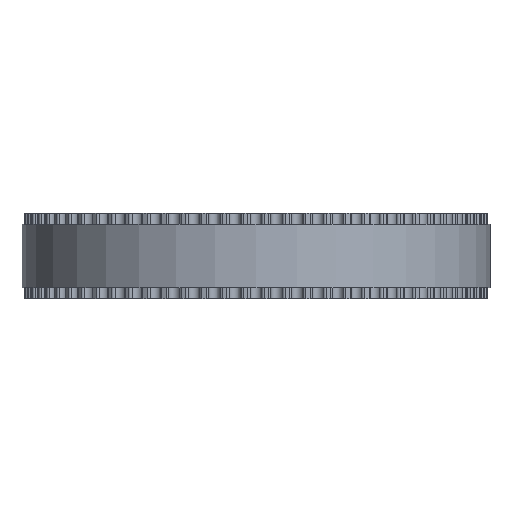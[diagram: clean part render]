
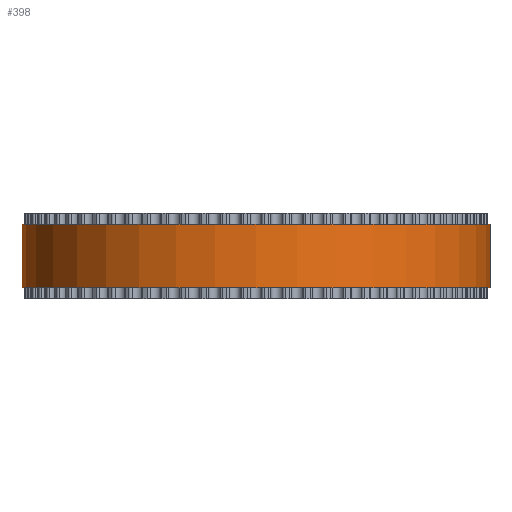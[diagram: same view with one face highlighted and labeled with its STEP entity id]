
A CAD part, front view. The second image highlights one B-rep face of the part: STEP entity #398.
In plain terms, the highlighted cylindrical face has radius 21.963 mm (diameter 43.927 mm), a full revolution.
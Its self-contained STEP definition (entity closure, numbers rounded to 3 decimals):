
#97=FACE_BOUND('',#1232,.T.);
#98=FACE_BOUND('',#1233,.T.);
#398=ADVANCED_FACE('',(#97,#98),#675,.T.);
#675=CYLINDRICAL_SURFACE('',#6215,21.963);
#1232=EDGE_LOOP('',(#3442));
#1233=EDGE_LOOP('',(#3443));
#3442=ORIENTED_EDGE('',*,*,#4826,.T.);
#3443=ORIENTED_EDGE('',*,*,#4827,.T.);
#3996=VERTEX_POINT('',#9820);
#3997=VERTEX_POINT('',#9822);
#4826=EDGE_CURVE('',#3996,#3996,#5380,.T.);
#4827=EDGE_CURVE('',#3997,#3997,#5381,.T.);
#5380=CIRCLE('',#6213,21.963);
#5381=CIRCLE('',#6214,21.963);
#6213=AXIS2_PLACEMENT_3D('',#9819,#8154,#8155);
#6214=AXIS2_PLACEMENT_3D('',#9821,#8156,#8157);
#6215=AXIS2_PLACEMENT_3D('',#9823,#8158,#8159);
#8154=DIRECTION('',(0.,0.,1.));
#8155=DIRECTION('',(1.,0.,0.));
#8156=DIRECTION('',(0.,0.,-1.));
#8157=DIRECTION('',(1.,0.,0.));
#8158=DIRECTION('',(0.,0.,1.));
#8159=DIRECTION('',(1.,0.,0.));
#9819=CARTESIAN_POINT('',(0.,0.,1.));
#9820=CARTESIAN_POINT('',(21.963,0.,1.));
#9821=CARTESIAN_POINT('',(0.,0.,7.));
#9822=CARTESIAN_POINT('',(21.963,0.,7.));
#9823=CARTESIAN_POINT('',(0.,0.,1.));
